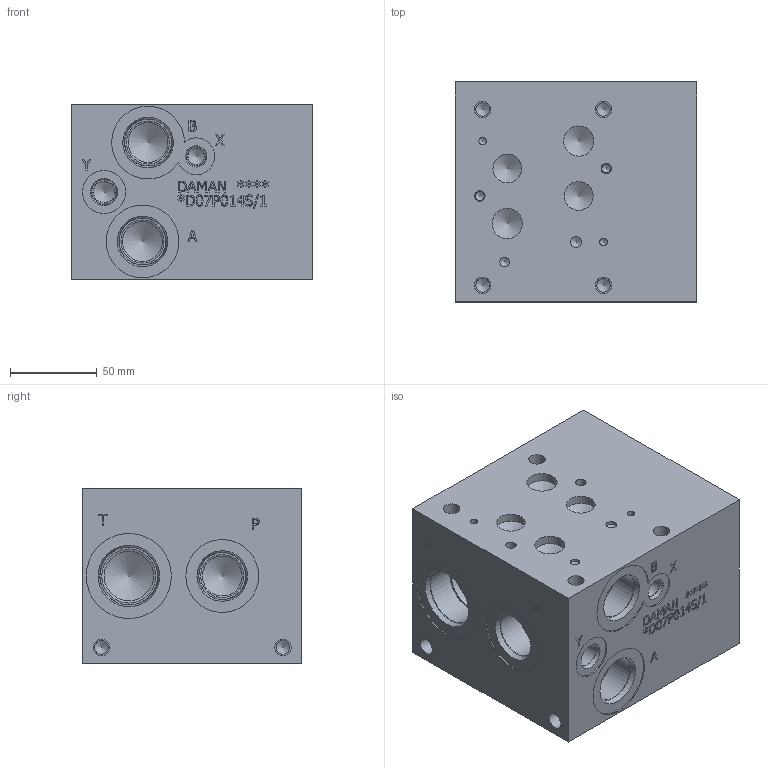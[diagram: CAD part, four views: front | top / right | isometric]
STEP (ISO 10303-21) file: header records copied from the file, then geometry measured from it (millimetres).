
FILE_DESCRIPTION(/* description */ (''),/* implementation_level */ '2;1');
FILE_NAME(/* name */ '_D07P014S_1.stp',/* time_stamp */ '2021-07-23T11:29:42-04:00',/* author */ ('anthonyv'),/* organization */ (''),/* preprocessor_version */ 'ST-DEVELOPER v18.1',/* originating_system */ 'Autodesk Inventor 2021',/* authorisation */ '');
FILE_SCHEMA (('AUTOMOTIVE_DESIGN { 1 0 10303 214 3 1 1 }'));
Length unit declared in the file: millimetre
Products named in the file (1): _D07P014S_1
Bounding box: 139.7 x 127 x 101.6 mm (x, y, z)
Volume: 1643418.1 mm3; surface area: 116942.7 mm2
Topology: 1 solids, 1 shells, 566 faces, 1533 edges, 1035 vertices
Faces by surface type: plane 350, bspline 96, cylinder 68, cone 52
Full cylindrical faces by diameter (mm): 4.369 x2, 5.004 x2, 5.563 x1, 5.994 x2, 6.35 x1, 7.925 x8, 9.525 x9, 9.881 x1, 11.125 x1, 12.294 x1, 12.9 x1, 14.275 x1, 14.529 x1, 16.662 x2, 17.475 x2, 23.012 x4, 24.917 x4, 25.019 x1, 26.99 x1, 27 x3, 27.432 x4, 28.575 x2, 31.267 x2, 33.34 x1, 33.35 x1, 33.757 x2, 35.509 x1, 42.037 x3, 49.124 x2
Entity records: 18614 total; most frequent: CARTESIAN_POINT 4357, ORIENTED_EDGE 3014, DIRECTION 2510, EDGE_CURVE 1507, LINE 1062, VECTOR 1062, VERTEX_POINT 1035, AXIS2_PLACEMENT_3D 724
